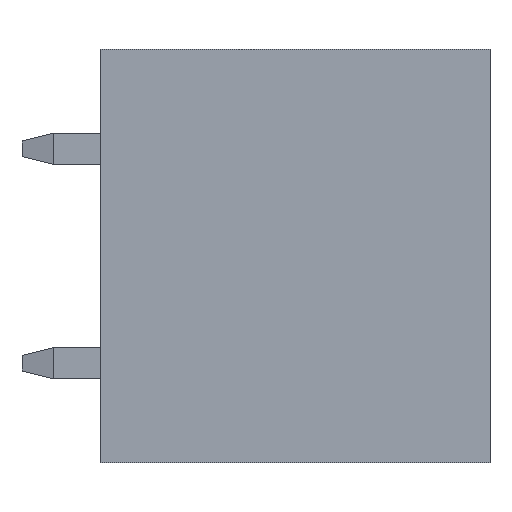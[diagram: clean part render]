
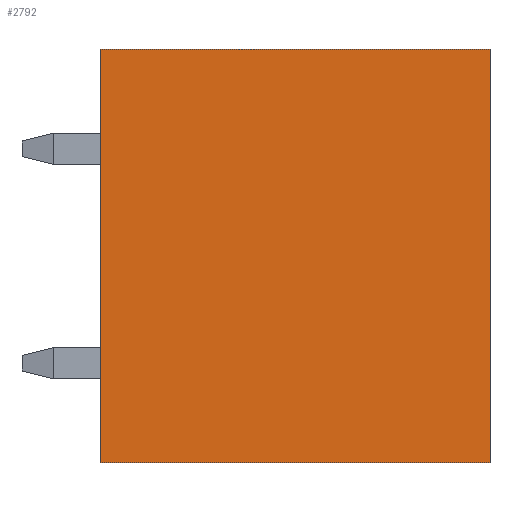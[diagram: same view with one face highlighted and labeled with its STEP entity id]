
A CAD part, left-side view. The second image highlights one B-rep face of the part: STEP entity #2792.
In plain terms, the highlighted planar face has unit normal (-1, 0, 0).
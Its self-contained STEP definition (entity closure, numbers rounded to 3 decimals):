
#261=LINE('',#4334,#577);
#271=LINE('',#4355,#587);
#276=LINE('',#4364,#592);
#291=LINE('',#4398,#607);
#577=VECTOR('',#3512,1000.);
#587=VECTOR('',#3526,1000.);
#592=VECTOR('',#3533,1000.);
#607=VECTOR('',#3556,1000.);
#1138=ORIENTED_EDGE('',*,*,#1726,.T.);
#1139=ORIENTED_EDGE('',*,*,#1716,.T.);
#1140=ORIENTED_EDGE('',*,*,#1749,.T.);
#1141=ORIENTED_EDGE('',*,*,#1731,.T.);
#1716=EDGE_CURVE('',#2047,#2046,#261,.T.);
#1726=EDGE_CURVE('',#2056,#2047,#271,.T.);
#1731=EDGE_CURVE('',#2059,#2056,#276,.T.);
#1749=EDGE_CURVE('',#2046,#2059,#291,.T.);
#2046=VERTEX_POINT('',#4333);
#2047=VERTEX_POINT('',#4335);
#2056=VERTEX_POINT('',#4356);
#2059=VERTEX_POINT('',#4365);
#2315=EDGE_LOOP('',(#1138,#1139,#1140,#1141));
#2505=FACE_BOUND('',#2315,.T.);
#2656=PLANE('',#3022);
#2792=ADVANCED_FACE('',(#2505),#2656,.T.);
#3022=AXIS2_PLACEMENT_3D('',#4399,#3557,#3558);
#3512=DIRECTION('',(0.,-1.,0.));
#3526=DIRECTION('',(0.,0.,-1.));
#3533=DIRECTION('',(0.,1.,0.));
#3556=DIRECTION('',(0.,0.,1.));
#3557=DIRECTION('',(-1.,0.,0.));
#3558=DIRECTION('',(0.,0.,1.));
#4333=CARTESIAN_POINT('',(-3.9,-5.,-5.3));
#4334=CARTESIAN_POINT('',(-3.9,5.,-5.3));
#4335=CARTESIAN_POINT('',(-3.9,5.,-5.3));
#4355=CARTESIAN_POINT('',(-3.9,5.,5.3));
#4356=CARTESIAN_POINT('',(-3.9,5.,5.3));
#4364=CARTESIAN_POINT('',(-3.9,-5.,5.3));
#4365=CARTESIAN_POINT('',(-3.9,-5.,5.3));
#4398=CARTESIAN_POINT('',(-3.9,-5.,-5.3));
#4399=CARTESIAN_POINT('',(-3.9,0.,0.));
